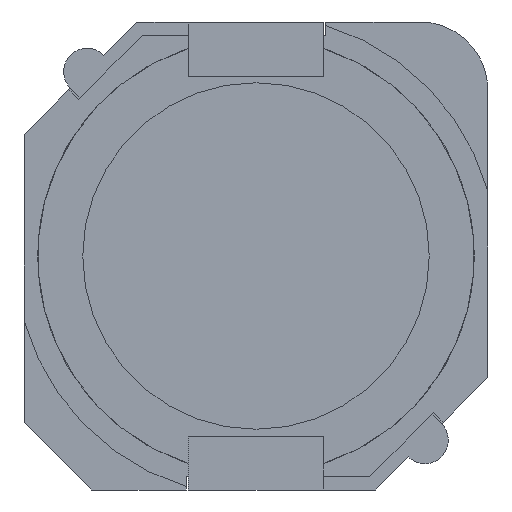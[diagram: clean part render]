
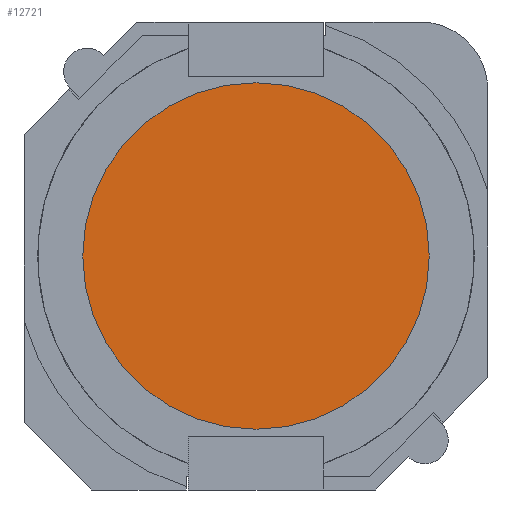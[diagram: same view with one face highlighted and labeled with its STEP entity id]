
A CAD part, front view. The second image highlights one B-rep face of the part: STEP entity #12721.
In plain terms, the highlighted planar face has unit normal (0, -1, 0).
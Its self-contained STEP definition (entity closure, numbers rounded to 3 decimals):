
#447 = CARTESIAN_POINT ( 'NONE',  ( 0., 0., 0. ) ) ;
#504 = EDGE_LOOP ( 'NONE', ( #7653, #4064 ) ) ;
#1658 = DIRECTION ( 'NONE',  ( 0., 0., -1. ) ) ;
#3862 = DIRECTION ( 'NONE',  ( 0., -1., 0. ) ) ;
#4064 = ORIENTED_EDGE ( 'NONE', *, *, #13712, .T. ) ;
#4516 = VERTEX_POINT ( 'NONE', #9428 ) ;
#5126 = CARTESIAN_POINT ( 'NONE',  ( 5.15, 0., -5.2 ) ) ;
#6106 = AXIS2_PLACEMENT_3D ( 'NONE', #11138, #3862, #12357 ) ;
#6271 = CIRCLE ( 'NONE', #15041, 3.85 ) ;
#6307 = FACE_OUTER_BOUND ( 'NONE', #504, .T. ) ;
#6357 = DIRECTION ( 'NONE',  ( 0., 0., -1. ) ) ;
#6436 = PLANE ( 'NONE',  #11019 ) ;
#6661 = CIRCLE ( 'NONE', #6106, 3.85 ) ;
#7653 = ORIENTED_EDGE ( 'NONE', *, *, #11270, .T. ) ;
#8925 = DIRECTION ( 'NONE',  ( 0., -1., 0. ) ) ;
#9428 = CARTESIAN_POINT ( 'NONE',  ( 5.15, 0., -1.35 ) ) ;
#10590 = VERTEX_POINT ( 'NONE', #13925 ) ;
#11019 = AXIS2_PLACEMENT_3D ( 'NONE', #447, #8925, #1658 ) ;
#11138 = CARTESIAN_POINT ( 'NONE',  ( 5.15, 0., -5.2 ) ) ;
#11270 = EDGE_CURVE ( 'NONE', #10590, #4516, #6661, .T. ) ;
#12357 = DIRECTION ( 'NONE',  ( 0., 0., -1. ) ) ;
#12721 = ADVANCED_FACE ( 'NONE', ( #6307 ), #6436, .T. ) ;
#13630 = DIRECTION ( 'NONE',  ( 0., -1., 0. ) ) ;
#13712 = EDGE_CURVE ( 'NONE', #4516, #10590, #6271, .T. ) ;
#13925 = CARTESIAN_POINT ( 'NONE',  ( 5.15, 0., -9.05 ) ) ;
#15041 = AXIS2_PLACEMENT_3D ( 'NONE', #5126, #13630, #6357 ) ;
